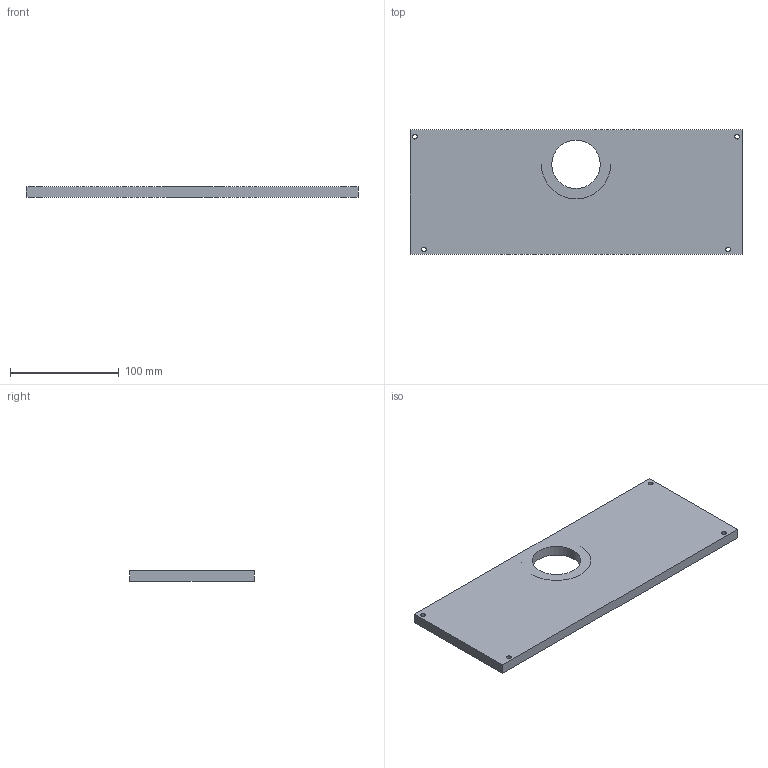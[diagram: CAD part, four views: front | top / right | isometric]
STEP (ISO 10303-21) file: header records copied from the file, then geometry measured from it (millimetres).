
FILE_DESCRIPTION (( 'STEP AP203' ), '1' );
FILE_NAME ('Impact Plate.STEP', '2023-04-02T00:03:01', ( '' ), ( '' ), 'SwSTEP 2.0', 'SolidWorks 2022', '' );
FILE_SCHEMA (( 'CONFIG_CONTROL_DESIGN' ));
Length unit declared in the file: inch
Products named in the file (1): Impact Plate
Bounding box: 304.8 x 114.3 x 9.53 mm (x, y, z)
Volume: 316499.7 mm3; surface area: 76287.4 mm2
Topology: 1 solids, 1 shells, 19 faces, 50 edges, 33 vertices
Faces by surface type: cylinder 12, plane 7
Entity records: 700 total; most frequent: DIRECTION 115, CARTESIAN_POINT 103, ORIENTED_EDGE 100, EDGE_CURVE 50, AXIS2_PLACEMENT_3D 45, VERTEX_POINT 33, EDGE_LOOP 29, VECTOR 25
